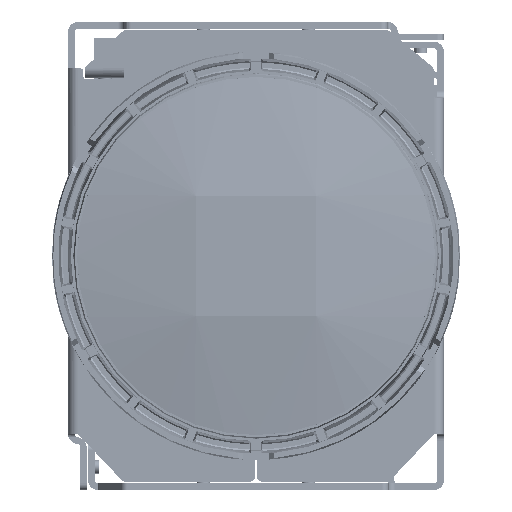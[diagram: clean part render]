
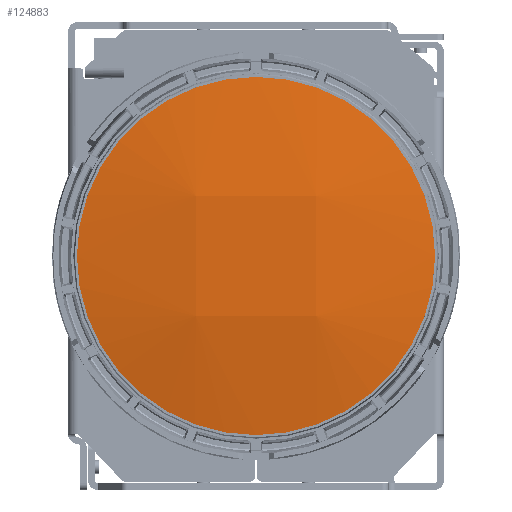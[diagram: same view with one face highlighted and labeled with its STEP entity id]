
A CAD part, front view. The second image highlights one B-rep face of the part: STEP entity #124883.
In plain terms, the highlighted free-form (B-spline) face has degree [3, 3] with [4, 4] control points.
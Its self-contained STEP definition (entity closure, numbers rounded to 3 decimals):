
#2475 = CARTESIAN_POINT ( 'NONE',  ( 27.585, 5.617, -26.911 ) ) ;
#3524 = CARTESIAN_POINT ( 'NONE',  ( 27.585, 1.901, -9.045 ) ) ;
#12585 = AXIS2_PLACEMENT_3D ( 'NONE', #96524, #70879, #165730 ) ;
#18283 = CARTESIAN_POINT ( 'NONE',  ( 9.286, -1.946, -9.307 ) ) ;
#21396 = CARTESIAN_POINT ( 'NONE',  ( 9.286, -1.935, 9.469 ) ) ;
#22441 = CARTESIAN_POINT ( 'NONE',  ( 27.585, 1.912, 9.203 ) ) ;
#54061 = CARTESIAN_POINT ( 'NONE',  ( -9.407, 1.919, 27.845 ) ) ;
#66748 = CARTESIAN_POINT ( 'NONE',  ( -9.407, 1.886, -27.687 ) ) ;
#67798 = CARTESIAN_POINT ( 'NONE',  ( -27.702, 5.673, 27.06 ) ) ;
#70879 = DIRECTION ( 'NONE',  ( 0., -1., 0. ) ) ;
#82561 = CARTESIAN_POINT ( 'NONE',  ( -9.407, -1.926, 9.469 ) ) ;
#85681 = CARTESIAN_POINT ( 'NONE',  ( -27.702, 1.937, 9.202 ) ) ;
#86715 = CARTESIAN_POINT ( 'NONE',  ( 9.286, 1.878, -27.689 ) ) ;
#96524 = CARTESIAN_POINT ( 'NONE',  ( 0., 2.762, 0. ) ) ;
#98393 = FACE_OUTER_BOUND ( 'NONE', #155096, .T. ) ;
#103464 = VERTEX_POINT ( 'NONE', #135087 ) ;
#115256 = CARTESIAN_POINT ( 'NONE',  ( -27.702, 1.926, -9.043 ) ) ;
#124883 = ADVANCED_FACE ( 'NONE', ( #98393 ), #135549, .T. ) ;
#132081 = CARTESIAN_POINT ( 'NONE',  ( -27.702, 5.641, -26.906 ) ) ;
#135087 = CARTESIAN_POINT ( 'NONE',  ( 0., 2.762, -27.169 ) ) ;
#135549 =( BOUNDED_SURFACE ( )  B_SPLINE_SURFACE ( 3, 3, ( 
 ( #162667, #22441, #3524, #2475 ),
 ( #180576, #21396, #18283, #86715 ),
 ( #54061, #82561, #146873, #66748 ),
 ( #67798, #85681, #115256, #132081 ) ),
 .UNSPECIFIED., .F., .F., .F. ) 
 B_SPLINE_SURFACE_WITH_KNOTS ( ( 4, 4 ),
 ( 4, 4 ),
 ( 0., 1. ),
 ( 0., 1. ),
 .UNSPECIFIED. ) 
 GEOMETRIC_REPRESENTATION_ITEM ( )  RATIONAL_B_SPLINE_SURFACE ( (
 ( 1., 0.986, 0.986, 1.),
 ( 0.986, 0.972, 0.972, 0.986),
 ( 0.986, 0.972, 0.972, 0.986),
 ( 1., 0.986, 0.986, 1.) ) ) 
 REPRESENTATION_ITEM ( '' )  SURFACE ( )  );
#146873 = CARTESIAN_POINT ( 'NONE',  ( -9.407, -1.937, -9.306 ) ) ;
#155096 = EDGE_LOOP ( 'NONE', ( #205088 ) ) ;
#162667 = CARTESIAN_POINT ( 'NONE',  ( 27.585, 5.65, 27.065 ) ) ;
#165730 = DIRECTION ( 'NONE',  ( 0., 0., -1. ) ) ;
#180576 = CARTESIAN_POINT ( 'NONE',  ( 9.286, 1.911, 27.847 ) ) ;
#187249 = EDGE_CURVE ( 'NONE', #103464, #103464, #194328, .T. ) ;
#194328 = CIRCLE ( 'NONE', #12585, 27.169 ) ;
#205088 = ORIENTED_EDGE ( 'NONE', *, *, #187249, .T. ) ;
